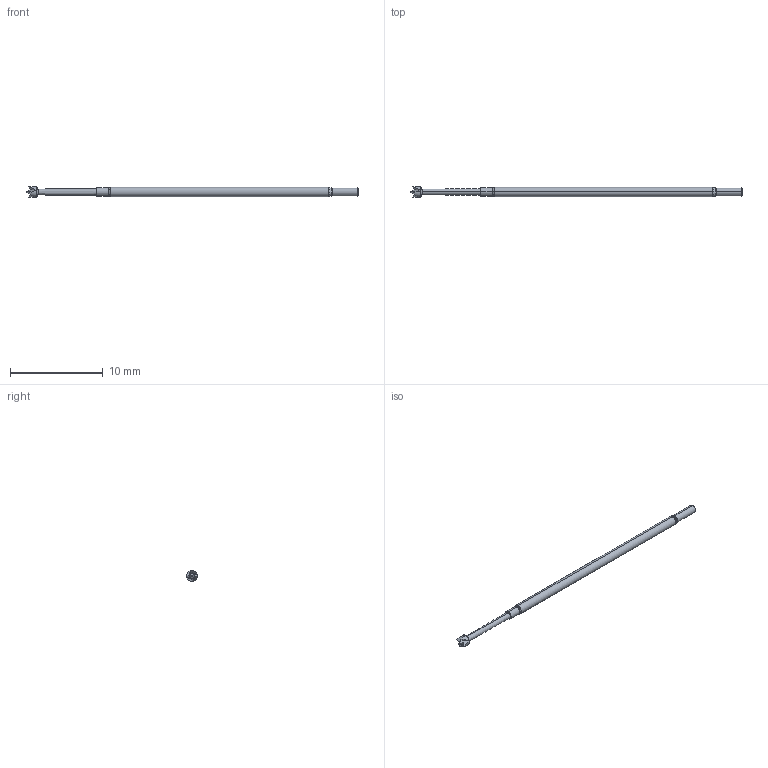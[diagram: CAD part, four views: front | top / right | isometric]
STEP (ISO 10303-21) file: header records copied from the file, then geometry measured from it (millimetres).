
FILE_DESCRIPTION (( 'STEP AP214' ), '1' );
FILE_NAME ('X50-PRP2505_.STEP', '2018-03-06T17:51:14', ( '' ), ( '' ), 'SwSTEP 2.0', 'SolidWorks 2017', '' );
FILE_SCHEMA (( 'AUTOMOTIVE_DESIGN' ));
Length unit declared in the file: inch
Products named in the file (1): X50-PRP2505_
Bounding box: 35.81 x 1.17 x 1.17 mm (x, y, z)
Volume: 24.9 mm3; surface area: 107.4 mm2
Topology: 1 solids, 1 shells, 43 faces, 96 edges, 56 vertices
Faces by surface type: cone 12, bspline 12, cylinder 8, torus 8, plane 3
Entity records: 4105 total; most frequent: CARTESIAN_POINT 2638, ORIENTED_EDGE 192, DIRECTION 160, EDGE_CURVE 96, AXIS2_PLACEMENT_3D 70, VERTEX_POINT 56, UNCERTAINTY_MEASURE_WITH_UNIT 46, DIMENSIONAL_EXPONENTS 46
